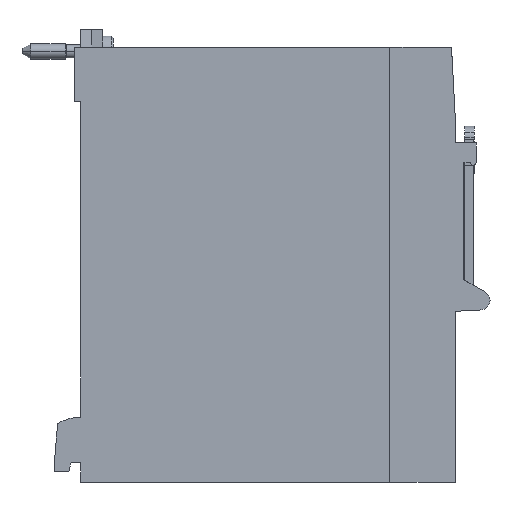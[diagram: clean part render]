
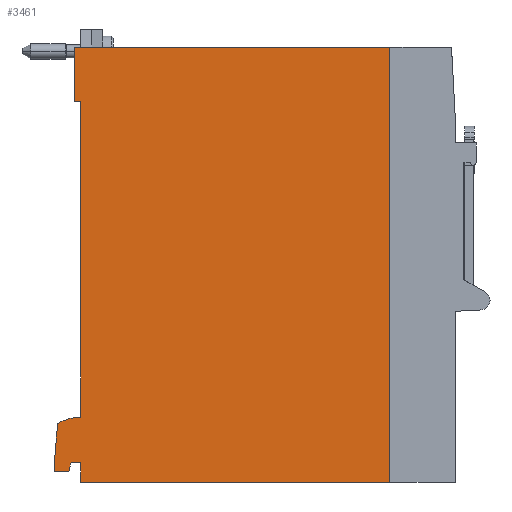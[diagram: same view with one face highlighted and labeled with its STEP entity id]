
A CAD part, left-side view. The second image highlights one B-rep face of the part: STEP entity #3461.
In plain terms, the highlighted planar face has unit normal (-1, 0, 0).
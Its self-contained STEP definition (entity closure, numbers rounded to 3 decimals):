
#2820=CARTESIAN_POINT('POINT2398',(-16.475,-71.,-49.975
   ));
#2821=VERTEX_POINT('VERTEX2398',#2820);
#2828=CARTESIAN_POINT('POINT2399',(-16.475,0.,-49.975)
   );
#2829=VERTEX_POINT('VERTEX2399',#2828);
#2830=CARTESIAN_POINT('POS4036',(-16.475,-35.5,-49.975)
   );
#2831=DIRECTION('DIR5459',(0.,1.,0.));
#2832=VECTOR('VEC2613',#2831,25.4);
#2833=LINE('STRAIGHT2613',#2830,#2832);
#2834=EDGE_CURVE('EDGE3627',#2821,#2829,#2833,.T.);
#2851=CARTESIAN_POINT('POINT2400',(-16.475,0.,
   -45.5));
#2852=VERTEX_POINT('VERTEX2400',#2851);
#2855=CARTESIAN_POINT('POINT2401',(-16.475,2.214,
   -45.5));
#2856=VERTEX_POINT('VERTEX2401',#2855);
#2857=CARTESIAN_POINT('POS4039',(-16.475,0.,
   -45.5));
#2858=DIRECTION('DIR5463',(0.,1.,0.));
#2859=VECTOR('VEC2615',#2858,25.4);
#2860=LINE('STRAIGHT2615',#2857,#2859);
#2861=EDGE_CURVE('EDGE3630',#2852,#2856,#2860,.T.);
#2870=CARTESIAN_POINT('POINT2402',(-16.475,2.75,
   -47.5));
#2871=VERTEX_POINT('VERTEX2402',#2870);
#2872=CARTESIAN_POINT('POS4040',(-16.475,2.214,
   -45.5));
#2873=DIRECTION('DIR5464',(0.,0.259,
   -0.966));
#2874=VECTOR('VEC2616',#2873,25.4);
#2875=LINE('STRAIGHT2616',#2872,#2874);
#2876=EDGE_CURVE('EDGE3632',#2856,#2871,#2875,.T.);
#2885=CARTESIAN_POINT('POINT2403',(-16.475,6.,
   -47.5));
#2886=VERTEX_POINT('VERTEX2403',#2885);
#2887=CARTESIAN_POINT('POS4041',(-16.475,2.75,
   -47.5));
#2888=DIRECTION('DIR5465',(0.,1.,0.));
#2889=VECTOR('VEC2617',#2888,25.4);
#2890=LINE('STRAIGHT2617',#2887,#2889);
#2891=EDGE_CURVE('EDGE3634',#2871,#2886,#2890,.T.);
#2900=CARTESIAN_POINT('POINT2404',(-16.475,6.,
   -44.5));
#2901=VERTEX_POINT('VERTEX2404',#2900);
#2902=CARTESIAN_POINT('POS4042',(-16.475,6.,
   -47.5));
#2903=DIRECTION('DIR5466',(0.,0.,
   1.));
#2904=VECTOR('VEC2618',#2903,25.4);
#2905=LINE('STRAIGHT2618',#2902,#2904);
#2906=EDGE_CURVE('EDGE3636',#2886,#2901,#2905,.T.);
#2915=CARTESIAN_POINT('POINT2405',(-16.475,5.302,
   -36.521));
#2916=VERTEX_POINT('VERTEX2405',#2915);
#2917=CARTESIAN_POINT('POS4043',(-16.475,6.,
   -44.5));
#2918=DIRECTION('DIR5467',(0.,-0.087,
   0.996));
#2919=VECTOR('VEC2619',#2918,25.4);
#2920=LINE('STRAIGHT2619',#2917,#2919);
#2921=EDGE_CURVE('EDGE3638',#2901,#2916,#2920,.T.);
#2934=CARTESIAN_POINT('POINT2406',(-16.475,0.,
   -35.));
#2935=VERTEX_POINT('VERTEX2406',#2934);
#2936=CARTESIAN_POINT('POS4045',(-16.475,0.,
   -45.));
#2937=DIRECTION('DIR5469',(1.,0.,
   0.));
#2938=DIRECTION('DIR5470',(0.,0.53,
   0.848));
#2939=AXIS2_PLACEMENT_3D('AXIS1425',#2936,#2937,#2938);
#2940=CIRCLE('ELLIPSE377',#2939,10.);
#2941=EDGE_CURVE('EDGE3640',#2916,#2935,#2940,.T.);
#2958=CARTESIAN_POINT('POINT2409',(-16.475,0.,37.5));
#2959=VERTEX_POINT('VERTEX2409',#2958);
#2962=CARTESIAN_POINT('POINT2410',(-16.475,1.5,37.5));
#2963=VERTEX_POINT('VERTEX2410',#2962);
#2964=CARTESIAN_POINT('POS4047',(-16.475,0.75,37.5));
#2965=DIRECTION('DIR5472',(0.,1.,0.));
#2966=VECTOR('VEC2622',#2965,25.4);
#2967=LINE('STRAIGHT2622',#2964,#2966);
#2968=EDGE_CURVE('EDGE3644',#2959,#2963,#2967,.T.);
#3281=CARTESIAN_POINT('POS4079',(-16.475,0.,0.));
#3282=DIRECTION('DIR5515',(0.,0.,-1.));
#3283=VECTOR('VEC2643',#3282,25.4);
#3284=LINE('STRAIGHT2643',#3281,#3283);
#3285=EDGE_CURVE('EDGE3677',#2852,#2829,#3284,.T.);
#3290=EDGE_CURVE('EDGE3678',#2959,#2935,#3284,.T.);
#3407=CARTESIAN_POINT('POINT2430',(-16.475,-71.,49.975)
   );
#3408=VERTEX_POINT('VERTEX2430',#3407);
#3415=CARTESIAN_POINT('POS4092',(-16.475,-71.,0.));
#3416=DIRECTION('DIR5532',(0.,0.,-1.));
#3417=VECTOR('VEC2652',#3416,25.4);
#3418=LINE('STRAIGHT2652',#3415,#3417);
#3419=EDGE_CURVE('EDGE3688',#3408,#2821,#3418,.T.);
#3429=CARTESIAN_POINT('POINT2431',(-16.475,1.5,49.975))
   ;
#3430=VERTEX_POINT('VERTEX2431',#3429);
#3431=CARTESIAN_POINT('POS4094',(-16.475,-35.5,49.975))
   ;
#3432=DIRECTION('DIR5535',(0.,-1.,0.));
#3433=VECTOR('VEC2653',#3432,25.4);
#3434=LINE('STRAIGHT2653',#3431,#3433);
#3435=EDGE_CURVE('EDGE3689',#3430,#3408,#3434,.T.);
#3436=ORIENTED_EDGE('COEDGE7342',*,*,#3435,.F.);
#3437=CARTESIAN_POINT('POS4095',(-16.475,1.5,43.737));
#3438=DIRECTION('DIR5536',(0.,0.,-1.));
#3439=VECTOR('VEC2654',#3438,25.4);
#3440=LINE('STRAIGHT2654',#3437,#3439);
#3441=EDGE_CURVE('EDGE3690',#3430,#2963,#3440,.T.);
#3442=ORIENTED_EDGE('COEDGE7343',*,*,#3441,.T.);
#3443=ORIENTED_EDGE('COEDGE7344',*,*,#2968,.F.);
#3444=ORIENTED_EDGE('COEDGE7345',*,*,#3290,.T.);
#3445=ORIENTED_EDGE('COEDGE7346',*,*,#2941,.F.);
#3446=ORIENTED_EDGE('COEDGE7347',*,*,#2921,.F.);
#3447=ORIENTED_EDGE('COEDGE7348',*,*,#2906,.F.);
#3448=ORIENTED_EDGE('COEDGE7349',*,*,#2891,.F.);
#3449=ORIENTED_EDGE('COEDGE7350',*,*,#2876,.F.);
#3450=ORIENTED_EDGE('COEDGE7351',*,*,#2861,.F.);
#3451=ORIENTED_EDGE('COEDGE7352',*,*,#3285,.T.);
#3452=ORIENTED_EDGE('COEDGE7353',*,*,#2834,.F.);
#3453=ORIENTED_EDGE('COEDGE7354',*,*,#3419,.F.);
#3454=EDGE_LOOP('NONE',(#3436,#3442,#3443,#3444,#3445,#3446,#3447,#3448,
   #3449,#3450,#3451,#3452,#3453));
#3455=FACE_BOUND('LOOP1',#3454,.T.);
#3456=CARTESIAN_POINT('POS4096',(-16.475,-35.5,0.));
#3457=DIRECTION('DIR5537',(1.,0.,0.));
#3458=DIRECTION('DIR5538',(0.,1.,0.));
#3459=AXIS2_PLACEMENT_3D('AXIS1442',#3456,#3457,#3458);
#3460=PLANE('PLANE872',#3459);
#3461=ADVANCED_FACE('FACE1407',(#3455),#3460,.F.);
